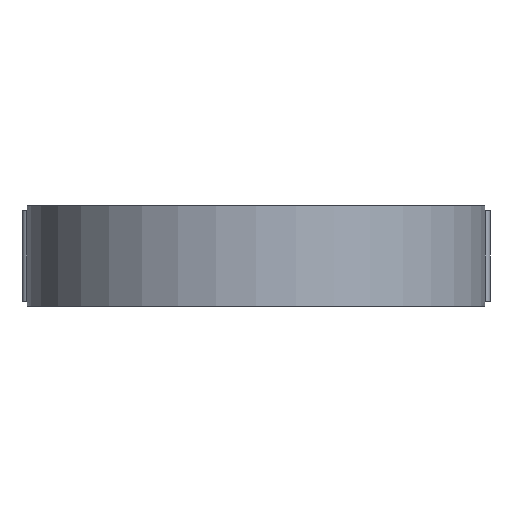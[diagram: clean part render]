
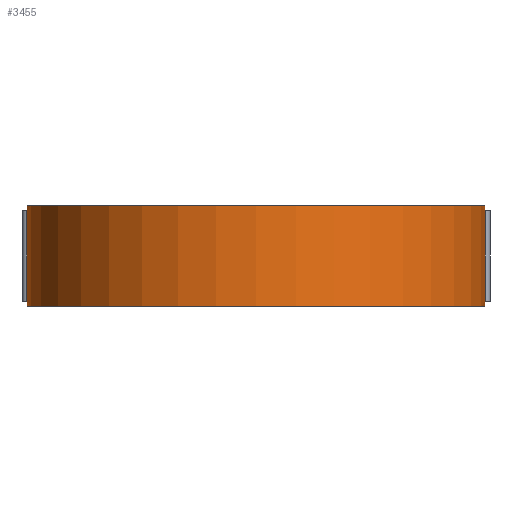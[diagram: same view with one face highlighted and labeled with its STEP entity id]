
A CAD part, front view. The second image highlights one B-rep face of the part: STEP entity #3455.
In plain terms, the highlighted cylindrical face has radius 22.8 mm (diameter 45.6 mm), a partial arc.
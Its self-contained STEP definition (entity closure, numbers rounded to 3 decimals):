
#88=CYLINDRICAL_SURFACE('',#3785,22.8);
#223=CIRCLE('',#3696,22.8);
#238=CIRCLE('',#3712,22.8);
#283=CIRCLE('',#3786,22.8);
#284=CIRCLE('',#3787,22.8);
#285=CIRCLE('',#3788,22.8);
#286=CIRCLE('',#3789,22.8);
#287=CIRCLE('',#3790,22.8);
#288=CIRCLE('',#3791,22.8);
#289=CIRCLE('',#3792,22.8);
#290=CIRCLE('',#3793,22.8);
#291=CIRCLE('',#3794,22.8);
#292=CIRCLE('',#3795,22.8);
#293=CIRCLE('',#3796,22.8);
#294=CIRCLE('',#3797,22.8);
#659=ORIENTED_EDGE('',*,*,#1682,.T.);
#660=ORIENTED_EDGE('',*,*,#1683,.T.);
#661=ORIENTED_EDGE('',*,*,#1684,.T.);
#662=ORIENTED_EDGE('',*,*,#1685,.F.);
#663=ORIENTED_EDGE('',*,*,#1686,.T.);
#664=ORIENTED_EDGE('',*,*,#1687,.T.);
#665=ORIENTED_EDGE('',*,*,#1688,.T.);
#666=ORIENTED_EDGE('',*,*,#1689,.F.);
#667=ORIENTED_EDGE('',*,*,#1690,.T.);
#668=ORIENTED_EDGE('',*,*,#1691,.T.);
#669=ORIENTED_EDGE('',*,*,#1692,.T.);
#670=ORIENTED_EDGE('',*,*,#1693,.F.);
#671=ORIENTED_EDGE('',*,*,#1694,.T.);
#672=ORIENTED_EDGE('',*,*,#1695,.T.);
#673=ORIENTED_EDGE('',*,*,#1696,.T.);
#674=ORIENTED_EDGE('',*,*,#1697,.F.);
#675=ORIENTED_EDGE('',*,*,#1678,.T.);
#676=ORIENTED_EDGE('',*,*,#1698,.T.);
#677=ORIENTED_EDGE('',*,*,#1699,.T.);
#678=ORIENTED_EDGE('',*,*,#1700,.F.);
#679=ORIENTED_EDGE('',*,*,#1680,.T.);
#680=ORIENTED_EDGE('',*,*,#1536,.T.);
#681=ORIENTED_EDGE('',*,*,#1701,.F.);
#682=ORIENTED_EDGE('',*,*,#1702,.F.);
#683=ORIENTED_EDGE('',*,*,#1703,.T.);
#684=ORIENTED_EDGE('',*,*,#1704,.T.);
#685=ORIENTED_EDGE('',*,*,#1705,.F.);
#686=ORIENTED_EDGE('',*,*,#1556,.F.);
#1536=EDGE_CURVE('',#2035,#2063,#223,.T.);
#1556=EDGE_CURVE('',#2083,#2084,#238,.T.);
#1678=EDGE_CURVE('',#2083,#2180,#2445,.T.);
#1680=EDGE_CURVE('',#2181,#2035,#2447,.T.);
#1682=EDGE_CURVE('',#2182,#2183,#2449,.F.);
#1683=EDGE_CURVE('',#2183,#2184,#283,.T.);
#1684=EDGE_CURVE('',#2184,#2185,#2450,.T.);
#1685=EDGE_CURVE('',#2182,#2185,#284,.T.);
#1686=EDGE_CURVE('',#2186,#2187,#2451,.F.);
#1687=EDGE_CURVE('',#2187,#2188,#285,.T.);
#1688=EDGE_CURVE('',#2188,#2189,#2452,.T.);
#1689=EDGE_CURVE('',#2186,#2189,#286,.T.);
#1690=EDGE_CURVE('',#2190,#2191,#2453,.F.);
#1691=EDGE_CURVE('',#2191,#2192,#287,.T.);
#1692=EDGE_CURVE('',#2192,#2193,#2454,.T.);
#1693=EDGE_CURVE('',#2190,#2193,#288,.T.);
#1694=EDGE_CURVE('',#2194,#2195,#2455,.F.);
#1695=EDGE_CURVE('',#2195,#2196,#289,.T.);
#1696=EDGE_CURVE('',#2196,#2197,#2456,.T.);
#1697=EDGE_CURVE('',#2194,#2197,#290,.T.);
#1698=EDGE_CURVE('',#2180,#2198,#291,.T.);
#1699=EDGE_CURVE('',#2198,#2199,#2457,.T.);
#1700=EDGE_CURVE('',#2181,#2199,#292,.T.);
#1701=EDGE_CURVE('',#2200,#2063,#2458,.T.);
#1702=EDGE_CURVE('',#2201,#2200,#293,.T.);
#1703=EDGE_CURVE('',#2201,#2202,#2459,.F.);
#1704=EDGE_CURVE('',#2202,#2203,#294,.T.);
#1705=EDGE_CURVE('',#2084,#2203,#2460,.T.);
#2035=VERTEX_POINT('',#5337);
#2063=VERTEX_POINT('',#5393);
#2083=VERTEX_POINT('',#5434);
#2084=VERTEX_POINT('',#5436);
#2180=VERTEX_POINT('',#5751);
#2181=VERTEX_POINT('',#5755);
#2182=VERTEX_POINT('',#5759);
#2183=VERTEX_POINT('',#5760);
#2184=VERTEX_POINT('',#5762);
#2185=VERTEX_POINT('',#5764);
#2186=VERTEX_POINT('',#5767);
#2187=VERTEX_POINT('',#5768);
#2188=VERTEX_POINT('',#5770);
#2189=VERTEX_POINT('',#5772);
#2190=VERTEX_POINT('',#5775);
#2191=VERTEX_POINT('',#5776);
#2192=VERTEX_POINT('',#5778);
#2193=VERTEX_POINT('',#5780);
#2194=VERTEX_POINT('',#5783);
#2195=VERTEX_POINT('',#5784);
#2196=VERTEX_POINT('',#5786);
#2197=VERTEX_POINT('',#5788);
#2198=VERTEX_POINT('',#5791);
#2199=VERTEX_POINT('',#5793);
#2200=VERTEX_POINT('',#5796);
#2201=VERTEX_POINT('',#5798);
#2202=VERTEX_POINT('',#5800);
#2203=VERTEX_POINT('',#5802);
#2445=LINE('',#5752,#2691);
#2447=LINE('',#5754,#2693);
#2449=LINE('',#5758,#2695);
#2450=LINE('',#5763,#2696);
#2451=LINE('',#5766,#2697);
#2452=LINE('',#5771,#2698);
#2453=LINE('',#5774,#2699);
#2454=LINE('',#5779,#2700);
#2455=LINE('',#5782,#2701);
#2456=LINE('',#5787,#2702);
#2457=LINE('',#5792,#2703);
#2458=LINE('',#5795,#2704);
#2459=LINE('',#5799,#2705);
#2460=LINE('',#5803,#2706);
#2691=VECTOR('',#4441,1000.);
#2693=VECTOR('',#4443,1000.);
#2695=VECTOR('',#4447,1000.);
#2696=VECTOR('',#4450,1000.);
#2697=VECTOR('',#4453,1000.);
#2698=VECTOR('',#4456,1000.);
#2699=VECTOR('',#4459,1000.);
#2700=VECTOR('',#4462,1000.);
#2701=VECTOR('',#4465,1000.);
#2702=VECTOR('',#4468,1000.);
#2703=VECTOR('',#4473,1000.);
#2704=VECTOR('',#4476,1000.);
#2705=VECTOR('',#4479,1000.);
#2706=VECTOR('',#4482,1000.);
#2904=EDGE_LOOP('',(#659,#660,#661,#662));
#2905=EDGE_LOOP('',(#663,#664,#665,#666));
#2906=EDGE_LOOP('',(#667,#668,#669,#670));
#2907=EDGE_LOOP('',(#671,#672,#673,#674));
#2908=EDGE_LOOP('',(#675,#676,#677,#678,#679,#680,#681,#682,#683,#684,#685,
#686));
#3146=FACE_BOUND('',#2904,.T.);
#3147=FACE_BOUND('',#2905,.T.);
#3148=FACE_BOUND('',#2906,.T.);
#3149=FACE_BOUND('',#2907,.T.);
#3150=FACE_BOUND('',#2908,.T.);
#3455=ADVANCED_FACE('',(#3146,#3147,#3148,#3149,#3150),#88,.T.);
#3696=AXIS2_PLACEMENT_3D('',#5394,#4206,#4207);
#3712=AXIS2_PLACEMENT_3D('',#5435,#4243,#4244);
#3785=AXIS2_PLACEMENT_3D('',#5757,#4445,#4446);
#3786=AXIS2_PLACEMENT_3D('',#5761,#4448,#4449);
#3787=AXIS2_PLACEMENT_3D('',#5765,#4451,#4452);
#3788=AXIS2_PLACEMENT_3D('',#5769,#4454,#4455);
#3789=AXIS2_PLACEMENT_3D('',#5773,#4457,#4458);
#3790=AXIS2_PLACEMENT_3D('',#5777,#4460,#4461);
#3791=AXIS2_PLACEMENT_3D('',#5781,#4463,#4464);
#3792=AXIS2_PLACEMENT_3D('',#5785,#4466,#4467);
#3793=AXIS2_PLACEMENT_3D('',#5789,#4469,#4470);
#3794=AXIS2_PLACEMENT_3D('',#5790,#4471,#4472);
#3795=AXIS2_PLACEMENT_3D('',#5794,#4474,#4475);
#3796=AXIS2_PLACEMENT_3D('',#5797,#4477,#4478);
#3797=AXIS2_PLACEMENT_3D('',#5801,#4480,#4481);
#4206=DIRECTION('',(0.,0.,1.));
#4207=DIRECTION('',(1.,0.,0.));
#4243=DIRECTION('',(0.,0.,1.));
#4244=DIRECTION('',(1.,0.,0.));
#4441=DIRECTION('',(0.,0.,-1.));
#4443=DIRECTION('',(0.,0.,-1.));
#4445=DIRECTION('',(0.,0.,-1.));
#4446=DIRECTION('',(-1.,0.,0.));
#4447=DIRECTION('',(0.,0.,-1.));
#4448=DIRECTION('',(0.,0.,1.));
#4449=DIRECTION('',(1.,0.,0.));
#4450=DIRECTION('',(0.,0.,-1.));
#4451=DIRECTION('',(0.,0.,1.));
#4452=DIRECTION('',(1.,0.,0.));
#4453=DIRECTION('',(0.,0.,-1.));
#4454=DIRECTION('',(0.,0.,1.));
#4455=DIRECTION('',(1.,0.,0.));
#4456=DIRECTION('',(0.,0.,-1.));
#4457=DIRECTION('',(0.,0.,1.));
#4458=DIRECTION('',(1.,0.,0.));
#4459=DIRECTION('',(0.,0.,-1.));
#4460=DIRECTION('',(0.,0.,1.));
#4461=DIRECTION('',(1.,0.,0.));
#4462=DIRECTION('',(0.,0.,-1.));
#4463=DIRECTION('',(0.,0.,1.));
#4464=DIRECTION('',(1.,0.,0.));
#4465=DIRECTION('',(0.,0.,-1.));
#4466=DIRECTION('',(0.,0.,1.));
#4467=DIRECTION('',(1.,0.,0.));
#4468=DIRECTION('',(0.,0.,-1.));
#4469=DIRECTION('',(0.,0.,1.));
#4470=DIRECTION('',(1.,0.,0.));
#4471=DIRECTION('',(0.,0.,1.));
#4472=DIRECTION('',(1.,0.,0.));
#4473=DIRECTION('',(0.,0.,-1.));
#4474=DIRECTION('',(0.,0.,1.));
#4475=DIRECTION('',(1.,0.,0.));
#4476=DIRECTION('',(0.,0.,-1.));
#4477=DIRECTION('',(0.,0.,1.));
#4478=DIRECTION('',(1.,0.,0.));
#4479=DIRECTION('',(0.,0.,-1.));
#4480=DIRECTION('',(0.,0.,1.));
#4481=DIRECTION('',(1.,0.,0.));
#4482=DIRECTION('',(0.,0.,-1.));
#5337=CARTESIAN_POINT('',(-21.425,7.798,-5.));
#5393=CARTESIAN_POINT('',(21.425,7.798,-5.));
#5394=CARTESIAN_POINT('',(0.,0.,-5.));
#5434=CARTESIAN_POINT('',(-21.425,7.798,5.));
#5435=CARTESIAN_POINT('',(0.,0.,5.));
#5436=CARTESIAN_POINT('',(21.425,7.798,5.));
#5751=CARTESIAN_POINT('',(-21.425,7.798,4.5));
#5752=CARTESIAN_POINT('',(-21.425,7.798,5.));
#5754=CARTESIAN_POINT('',(-21.425,7.798,5.));
#5755=CARTESIAN_POINT('',(-21.425,7.798,-4.5));
#5757=CARTESIAN_POINT('',(0.,0.,5.));
#5758=CARTESIAN_POINT('',(-22.309,4.709,0.));
#5759=CARTESIAN_POINT('',(-22.309,4.709,-4.5));
#5760=CARTESIAN_POINT('',(-22.309,4.709,4.5));
#5761=CARTESIAN_POINT('',(0.,0.,4.5));
#5762=CARTESIAN_POINT('',(-22.574,3.205,4.5));
#5763=CARTESIAN_POINT('',(-22.574,3.205,0.));
#5764=CARTESIAN_POINT('',(-22.574,3.205,-4.5));
#5765=CARTESIAN_POINT('',(0.,0.,-4.5));
#5766=CARTESIAN_POINT('',(-22.787,0.763,0.));
#5767=CARTESIAN_POINT('',(-22.787,0.763,-4.5));
#5768=CARTESIAN_POINT('',(-22.787,0.763,4.5));
#5769=CARTESIAN_POINT('',(0.,0.,4.5));
#5770=CARTESIAN_POINT('',(-22.787,-0.763,4.5));
#5771=CARTESIAN_POINT('',(-22.787,-0.763,0.));
#5772=CARTESIAN_POINT('',(-22.787,-0.763,-4.5));
#5773=CARTESIAN_POINT('',(0.,0.,-4.5));
#5774=CARTESIAN_POINT('',(22.574,3.205,0.));
#5775=CARTESIAN_POINT('',(22.574,3.205,-4.5));
#5776=CARTESIAN_POINT('',(22.574,3.205,4.5));
#5777=CARTESIAN_POINT('',(0.,0.,4.5));
#5778=CARTESIAN_POINT('',(22.309,4.709,4.5));
#5779=CARTESIAN_POINT('',(22.309,4.709,0.));
#5780=CARTESIAN_POINT('',(22.309,4.709,-4.5));
#5781=CARTESIAN_POINT('',(0.,0.,-4.5));
#5782=CARTESIAN_POINT('',(22.787,-0.763,0.));
#5783=CARTESIAN_POINT('',(22.787,-0.763,-4.5));
#5784=CARTESIAN_POINT('',(22.787,-0.763,4.5));
#5785=CARTESIAN_POINT('',(0.,0.,4.5));
#5786=CARTESIAN_POINT('',(22.787,0.763,4.5));
#5787=CARTESIAN_POINT('',(22.787,0.763,0.));
#5788=CARTESIAN_POINT('',(22.787,0.763,-4.5));
#5789=CARTESIAN_POINT('',(0.,0.,-4.5));
#5790=CARTESIAN_POINT('',(0.,0.,4.5));
#5791=CARTESIAN_POINT('',(-21.674,7.077,4.5));
#5792=CARTESIAN_POINT('',(-21.674,7.077,0.));
#5793=CARTESIAN_POINT('',(-21.674,7.077,-4.5));
#5794=CARTESIAN_POINT('',(0.,0.,-4.5));
#5795=CARTESIAN_POINT('',(21.425,7.798,5.));
#5796=CARTESIAN_POINT('',(21.425,7.798,-4.5));
#5797=CARTESIAN_POINT('',(0.,0.,-4.5));
#5798=CARTESIAN_POINT('',(21.674,7.077,-4.5));
#5799=CARTESIAN_POINT('',(21.674,7.077,0.));
#5800=CARTESIAN_POINT('',(21.674,7.077,4.5));
#5801=CARTESIAN_POINT('',(0.,0.,4.5));
#5802=CARTESIAN_POINT('',(21.425,7.798,4.5));
#5803=CARTESIAN_POINT('',(21.425,7.798,5.));
